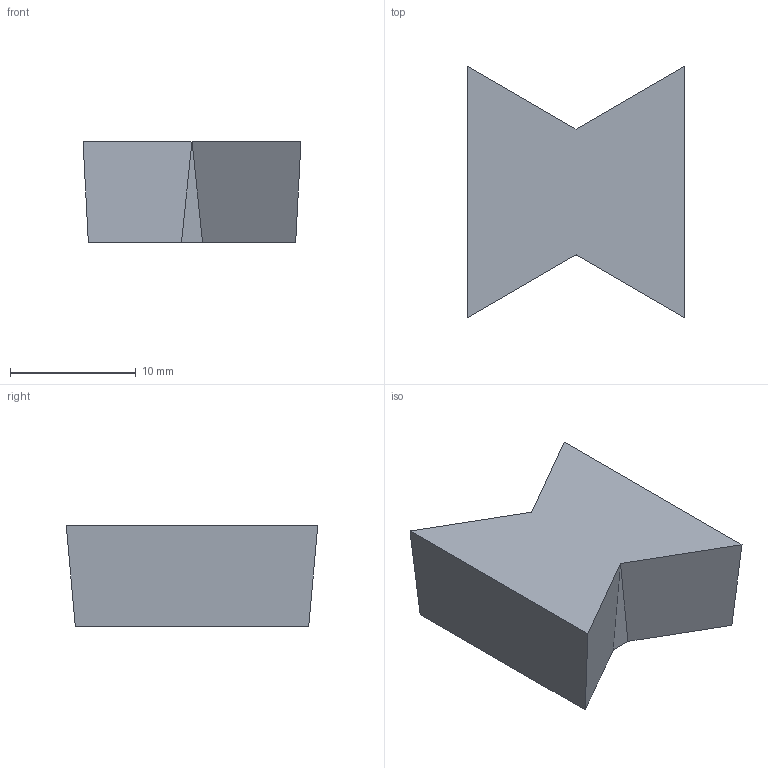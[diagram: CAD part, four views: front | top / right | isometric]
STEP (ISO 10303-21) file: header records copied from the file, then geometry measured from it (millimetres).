
FILE_DESCRIPTION(('FreeCAD Model'),'2;1');
FILE_NAME('Open CASCADE Shape Model','2025-03-14T01:10:15',(''),(''), 'Open CASCADE STEP processor 7.7','FreeCAD','Unknown');
FILE_SCHEMA(('AUTOMOTIVE_DESIGN { 1 0 10303 214 1 1 1 1 }'));
Length unit declared in the file: millimetre
Products named in the file (1): Pad001
Bounding box: 17.32 x 20 x 8 mm (x, y, z)
Volume: 1949.2 mm3; surface area: 1107.3 mm2
Topology: 1 solids, 1 shells, 10 faces, 22 edges, 14 vertices
Faces by surface type: bspline 6, plane 4
Entity records: 308 total; most frequent: CARTESIAN_POINT 97, ORIENTED_EDGE 44, DIRECTION 24, EDGE_CURVE 22, VERTEX_POINT 14, LINE 14, VECTOR 14, ADVANCED_FACE 10
